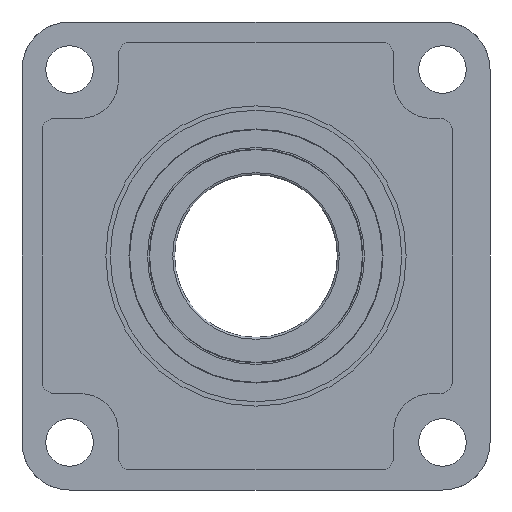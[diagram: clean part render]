
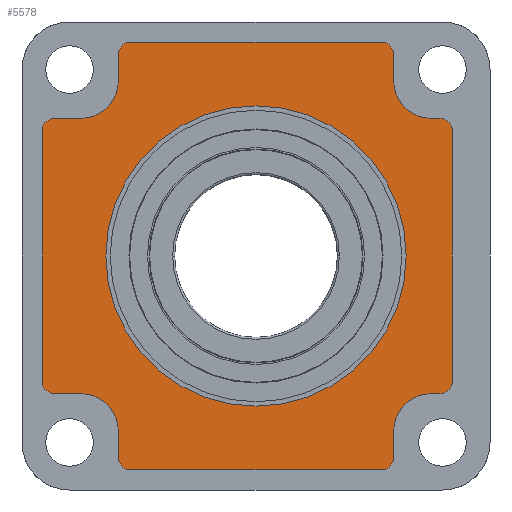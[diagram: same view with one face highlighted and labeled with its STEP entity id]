
A CAD part, front view. The second image highlights one B-rep face of the part: STEP entity #5578.
In plain terms, the highlighted planar face has unit normal (0, -1, 0).
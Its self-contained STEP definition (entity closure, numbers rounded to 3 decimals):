
#1337=CARTESIAN_POINT('',(0.,-17.,0.));
#1338=DIRECTION('',(0.,1.,0.));
#1339=DIRECTION('',(-1.,0.,0.));
#1340=AXIS2_PLACEMENT_3D('',#1337,#1338,#1339);
#1342=CARTESIAN_POINT('',(0.,-17.,0.));
#1343=DIRECTION('',(0.,1.,0.));
#1344=DIRECTION('',(1.,0.,0.));
#1345=AXIS2_PLACEMENT_3D('',#1342,#1343,#1344);
#1347=CARTESIAN_POINT('',(50.,-17.,-80.5));
#1348=DIRECTION('',(0.,-1.,0.));
#1349=DIRECTION('',(0.,0.,-1.));
#1350=AXIS2_PLACEMENT_3D('',#1347,#1348,#1349);
#1352=DIRECTION('',(1.,0.,0.));
#1353=VECTOR('',#1352,100.);
#1354=CARTESIAN_POINT('',(-50.,-17.,-85.5));
#1355=LINE('',#1354,#1353);
#1356=CARTESIAN_POINT('',(-50.,-17.,-80.5));
#1357=DIRECTION('',(0.,-1.,0.));
#1358=DIRECTION('',(-1.,0.,0.));
#1359=AXIS2_PLACEMENT_3D('',#1356,#1357,#1358);
#1361=DIRECTION('',(0.,0.,-1.));
#1362=VECTOR('',#1361,10.5);
#1363=CARTESIAN_POINT('',(-55.,-17.,-70.));
#1364=LINE('',#1363,#1362);
#1365=CARTESIAN_POINT('',(-70.,-17.,-70.));
#1366=DIRECTION('',(0.,1.,0.));
#1367=DIRECTION('',(0.,0.,1.));
#1368=AXIS2_PLACEMENT_3D('',#1365,#1366,#1367);
#1370=DIRECTION('',(1.,0.,0.));
#1371=VECTOR('',#1370,10.5);
#1372=CARTESIAN_POINT('',(-80.5,-17.,-55.));
#1373=LINE('',#1372,#1371);
#1374=CARTESIAN_POINT('',(-80.5,-17.,-50.));
#1375=DIRECTION('',(0.,-1.,0.));
#1376=DIRECTION('',(-1.,0.,0.));
#1377=AXIS2_PLACEMENT_3D('',#1374,#1375,#1376);
#1379=DIRECTION('',(0.,0.,-1.));
#1380=VECTOR('',#1379,100.);
#1381=CARTESIAN_POINT('',(-85.5,-17.,50.));
#1382=LINE('',#1381,#1380);
#1383=CARTESIAN_POINT('',(-80.5,-17.,50.));
#1384=DIRECTION('',(0.,-1.,0.));
#1385=DIRECTION('',(0.,0.,1.));
#1386=AXIS2_PLACEMENT_3D('',#1383,#1384,#1385);
#1388=DIRECTION('',(-1.,0.,0.));
#1389=VECTOR('',#1388,10.5);
#1390=CARTESIAN_POINT('',(-70.,-17.,55.));
#1391=LINE('',#1390,#1389);
#1392=CARTESIAN_POINT('',(-70.,-17.,70.));
#1393=DIRECTION('',(0.,1.,0.));
#1394=DIRECTION('',(1.,0.,0.));
#1395=AXIS2_PLACEMENT_3D('',#1392,#1393,#1394);
#1397=DIRECTION('',(0.,0.,-1.));
#1398=VECTOR('',#1397,10.5);
#1399=CARTESIAN_POINT('',(-55.,-17.,80.5));
#1400=LINE('',#1399,#1398);
#1401=CARTESIAN_POINT('',(-50.,-17.,80.5));
#1402=DIRECTION('',(0.,-1.,0.));
#1403=DIRECTION('',(0.,0.,1.));
#1404=AXIS2_PLACEMENT_3D('',#1401,#1402,#1403);
#1406=DIRECTION('',(-1.,0.,0.));
#1407=VECTOR('',#1406,100.);
#1408=CARTESIAN_POINT('',(50.,-17.,85.5));
#1409=LINE('',#1408,#1407);
#1410=CARTESIAN_POINT('',(50.,-17.,80.5));
#1411=DIRECTION('',(0.,-1.,0.));
#1412=DIRECTION('',(1.,0.,0.));
#1413=AXIS2_PLACEMENT_3D('',#1410,#1411,#1412);
#1415=DIRECTION('',(0.,0.,1.));
#1416=VECTOR('',#1415,10.5);
#1417=CARTESIAN_POINT('',(55.,-17.,70.));
#1418=LINE('',#1417,#1416);
#1419=CARTESIAN_POINT('',(70.,-17.,70.));
#1420=DIRECTION('',(0.,1.,0.));
#1421=DIRECTION('',(0.,0.,-1.));
#1422=AXIS2_PLACEMENT_3D('',#1419,#1420,#1421);
#1424=DIRECTION('',(-1.,0.,0.));
#1425=VECTOR('',#1424,3.5);
#1426=CARTESIAN_POINT('',(73.5,-17.,55.));
#1427=LINE('',#1426,#1425);
#1428=CARTESIAN_POINT('',(73.5,-17.,50.));
#1429=DIRECTION('',(0.,-1.,0.));
#1430=DIRECTION('',(1.,0.,0.));
#1431=AXIS2_PLACEMENT_3D('',#1428,#1429,#1430);
#1433=DIRECTION('',(0.,0.,1.));
#1434=VECTOR('',#1433,100.);
#1435=CARTESIAN_POINT('',(78.5,-17.,-50.));
#1436=LINE('',#1435,#1434);
#1437=CARTESIAN_POINT('',(73.5,-17.,-50.));
#1438=DIRECTION('',(0.,-1.,0.));
#1439=DIRECTION('',(0.,0.,-1.));
#1440=AXIS2_PLACEMENT_3D('',#1437,#1438,#1439);
#1442=DIRECTION('',(1.,0.,0.));
#1443=VECTOR('',#1442,3.5);
#1444=CARTESIAN_POINT('',(70.,-17.,-55.));
#1445=LINE('',#1444,#1443);
#1446=CARTESIAN_POINT('',(70.,-17.,-70.));
#1447=DIRECTION('',(0.,1.,0.));
#1448=DIRECTION('',(-1.,0.,0.));
#1449=AXIS2_PLACEMENT_3D('',#1446,#1447,#1448);
#1451=DIRECTION('',(0.,0.,1.));
#1452=VECTOR('',#1451,10.5);
#1453=CARTESIAN_POINT('',(55.,-17.,-80.5));
#1454=LINE('',#1453,#1452);
#3489=CARTESIAN_POINT('',(-60.,-17.,0.));
#3490=VERTEX_POINT('',#3489);
#3491=CARTESIAN_POINT('',(60.,-17.,0.));
#3492=VERTEX_POINT('',#3491);
#3545=CARTESIAN_POINT('',(55.,-17.,-70.));
#3546=CARTESIAN_POINT('',(70.,-17.,-55.));
#3547=VERTEX_POINT('',#3545);
#3548=VERTEX_POINT('',#3546);
#3549=CARTESIAN_POINT('',(70.,-17.,55.));
#3550=CARTESIAN_POINT('',(55.,-17.,70.));
#3551=VERTEX_POINT('',#3549);
#3552=VERTEX_POINT('',#3550);
#3553=CARTESIAN_POINT('',(-55.,-17.,70.));
#3554=CARTESIAN_POINT('',(-70.,-17.,55.));
#3555=VERTEX_POINT('',#3553);
#3556=VERTEX_POINT('',#3554);
#3557=CARTESIAN_POINT('',(-70.,-17.,-55.));
#3558=CARTESIAN_POINT('',(-55.,-17.,-70.));
#3559=VERTEX_POINT('',#3557);
#3560=VERTEX_POINT('',#3558);
#3577=CARTESIAN_POINT('',(50.,-17.,-85.5));
#3578=CARTESIAN_POINT('',(55.,-17.,-80.5));
#3579=VERTEX_POINT('',#3577);
#3580=VERTEX_POINT('',#3578);
#3585=CARTESIAN_POINT('',(-55.,-17.,-80.5));
#3586=CARTESIAN_POINT('',(-50.,-17.,-85.5));
#3587=VERTEX_POINT('',#3585);
#3588=VERTEX_POINT('',#3586);
#3593=CARTESIAN_POINT('',(-85.5,-17.,-50.));
#3594=CARTESIAN_POINT('',(-80.5,-17.,-55.));
#3595=VERTEX_POINT('',#3593);
#3596=VERTEX_POINT('',#3594);
#3601=CARTESIAN_POINT('',(73.5,-17.,-55.));
#3602=CARTESIAN_POINT('',(78.5,-17.,-50.));
#3603=VERTEX_POINT('',#3601);
#3604=VERTEX_POINT('',#3602);
#3609=CARTESIAN_POINT('',(-80.5,-17.,55.));
#3610=CARTESIAN_POINT('',(-85.5,-17.,50.));
#3611=VERTEX_POINT('',#3609);
#3612=VERTEX_POINT('',#3610);
#3617=CARTESIAN_POINT('',(-50.,-17.,85.5));
#3618=CARTESIAN_POINT('',(-55.,-17.,80.5));
#3619=VERTEX_POINT('',#3617);
#3620=VERTEX_POINT('',#3618);
#3625=CARTESIAN_POINT('',(78.5,-17.,50.));
#3626=VERTEX_POINT('',#3625);
#3627=CARTESIAN_POINT('',(50.,-17.,85.5));
#3628=VERTEX_POINT('',#3627);
#3633=CARTESIAN_POINT('',(55.,-17.,80.5));
#3634=VERTEX_POINT('',#3633);
#3637=CARTESIAN_POINT('',(73.5,-17.,55.));
#3638=VERTEX_POINT('',#3637);
#5519=CARTESIAN_POINT('',(0.,-17.,0.));
#5520=DIRECTION('',(0.,-1.,0.));
#5521=DIRECTION('',(-1.,0.,0.));
#5522=AXIS2_PLACEMENT_3D('',#5519,#5520,#5521);
#5523=PLANE('',#5522);
#5525=ORIENTED_EDGE('',*,*,#5524,.F.);
#5527=ORIENTED_EDGE('',*,*,#5526,.F.);
#5529=ORIENTED_EDGE('',*,*,#5528,.F.);
#5531=ORIENTED_EDGE('',*,*,#5530,.F.);
#5533=ORIENTED_EDGE('',*,*,#5532,.F.);
#5535=ORIENTED_EDGE('',*,*,#5534,.F.);
#5537=ORIENTED_EDGE('',*,*,#5536,.F.);
#5539=ORIENTED_EDGE('',*,*,#5538,.F.);
#5541=ORIENTED_EDGE('',*,*,#5540,.F.);
#5543=ORIENTED_EDGE('',*,*,#5542,.F.);
#5545=ORIENTED_EDGE('',*,*,#5544,.F.);
#5547=ORIENTED_EDGE('',*,*,#5546,.F.);
#5549=ORIENTED_EDGE('',*,*,#5548,.F.);
#5551=ORIENTED_EDGE('',*,*,#5550,.F.);
#5553=ORIENTED_EDGE('',*,*,#5552,.F.);
#5555=ORIENTED_EDGE('',*,*,#5554,.F.);
#5557=ORIENTED_EDGE('',*,*,#5556,.F.);
#5559=ORIENTED_EDGE('',*,*,#5558,.F.);
#5561=ORIENTED_EDGE('',*,*,#5560,.F.);
#5563=ORIENTED_EDGE('',*,*,#5562,.F.);
#5565=ORIENTED_EDGE('',*,*,#5564,.F.);
#5567=ORIENTED_EDGE('',*,*,#5566,.F.);
#5569=ORIENTED_EDGE('',*,*,#5568,.F.);
#5571=ORIENTED_EDGE('',*,*,#5570,.F.);
#5572=EDGE_LOOP('',(#5525,#5527,#5529,#5531,#5533,#5535,#5537,#5539,#5541,#5543,
#5545,#5547,#5549,#5551,#5553,#5555,#5557,#5559,#5561,#5563,#5565,#5567,#5569,
#5571));
#5573=FACE_OUTER_BOUND('',#5572,.F.);
#5574=ORIENTED_EDGE('',*,*,#5498,.F.);
#5575=ORIENTED_EDGE('',*,*,#5514,.F.);
#5576=EDGE_LOOP('',(#5574,#5575));
#5577=FACE_BOUND('',#5576,.F.);
#5578=ADVANCED_FACE('',(#5573,#5577),#5523,.T.);
#1341=CIRCLE('',#1340,60.);
#1346=CIRCLE('',#1345,60.);
#1351=CIRCLE('',#1350,5.);
#1360=CIRCLE('',#1359,5.);
#1369=CIRCLE('',#1368,15.);
#1378=CIRCLE('',#1377,5.);
#1387=CIRCLE('',#1386,5.);
#1396=CIRCLE('',#1395,15.);
#1405=CIRCLE('',#1404,5.);
#1414=CIRCLE('',#1413,5.);
#1423=CIRCLE('',#1422,15.);
#1432=CIRCLE('',#1431,5.);
#1441=CIRCLE('',#1440,5.);
#1450=CIRCLE('',#1449,15.);
#5498=EDGE_CURVE('',#3490,#3492,#1341,.T.);
#5514=EDGE_CURVE('',#3492,#3490,#1346,.T.);
#5524=EDGE_CURVE('',#3579,#3580,#1351,.T.);
#5526=EDGE_CURVE('',#3588,#3579,#1355,.T.);
#5528=EDGE_CURVE('',#3587,#3588,#1360,.T.);
#5530=EDGE_CURVE('',#3560,#3587,#1364,.T.);
#5532=EDGE_CURVE('',#3559,#3560,#1369,.T.);
#5534=EDGE_CURVE('',#3596,#3559,#1373,.T.);
#5536=EDGE_CURVE('',#3595,#3596,#1378,.T.);
#5538=EDGE_CURVE('',#3612,#3595,#1382,.T.);
#5540=EDGE_CURVE('',#3611,#3612,#1387,.T.);
#5542=EDGE_CURVE('',#3556,#3611,#1391,.T.);
#5544=EDGE_CURVE('',#3555,#3556,#1396,.T.);
#5546=EDGE_CURVE('',#3620,#3555,#1400,.T.);
#5548=EDGE_CURVE('',#3619,#3620,#1405,.T.);
#5550=EDGE_CURVE('',#3628,#3619,#1409,.T.);
#5552=EDGE_CURVE('',#3634,#3628,#1414,.T.);
#5554=EDGE_CURVE('',#3552,#3634,#1418,.T.);
#5556=EDGE_CURVE('',#3551,#3552,#1423,.T.);
#5558=EDGE_CURVE('',#3638,#3551,#1427,.T.);
#5560=EDGE_CURVE('',#3626,#3638,#1432,.T.);
#5562=EDGE_CURVE('',#3604,#3626,#1436,.T.);
#5564=EDGE_CURVE('',#3603,#3604,#1441,.T.);
#5566=EDGE_CURVE('',#3548,#3603,#1445,.T.);
#5568=EDGE_CURVE('',#3547,#3548,#1450,.T.);
#5570=EDGE_CURVE('',#3580,#3547,#1454,.T.);
